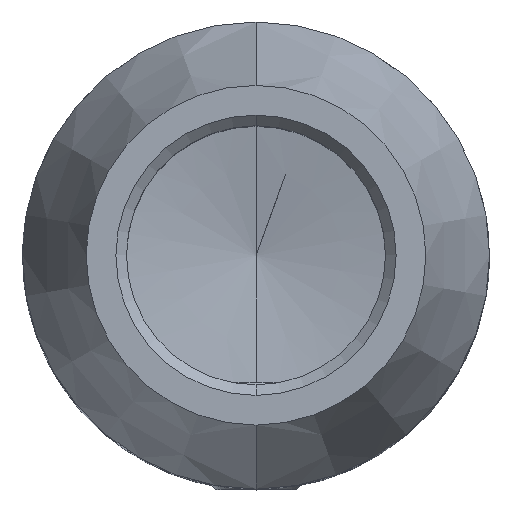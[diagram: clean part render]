
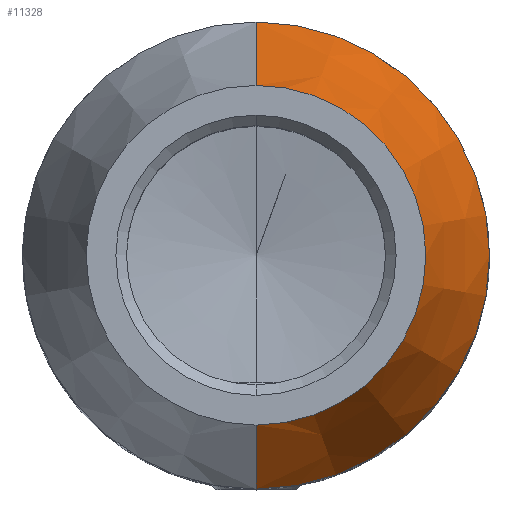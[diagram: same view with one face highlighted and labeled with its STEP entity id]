
A CAD part, top view. The second image highlights one B-rep face of the part: STEP entity #11328.
In plain terms, the highlighted conical face has half-angle 20.556 degrees and reference radius 11 mm.
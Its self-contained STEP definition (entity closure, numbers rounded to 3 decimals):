
#595 = VERTEX_POINT ( 'NONE', #18549 ) ;
#678 = LINE ( 'NONE', #14825, #10591 ) ;
#927 = VERTEX_POINT ( 'NONE', #998 ) ;
#998 = CARTESIAN_POINT ( 'NONE',  ( 0., -11., 6.25 ) ) ;
#1498 = CARTESIAN_POINT ( 'NONE',  ( 0., 0., 14.25 ) ) ;
#1600 = CARTESIAN_POINT ( 'NONE',  ( 0., 8., 14.25 ) ) ;
#1697 = VERTEX_POINT ( 'NONE', #15766 ) ;
#3054 = DIRECTION ( 'NONE',  ( 0., 1., 0. ) ) ;
#3141 = CIRCLE ( 'NONE', #15142, 8. ) ;
#3704 = EDGE_CURVE ( 'NONE', #1697, #927, #678, .T. ) ;
#4169 = EDGE_CURVE ( 'NONE', #595, #927, #5762, .T. ) ;
#5762 = CIRCLE ( 'NONE', #11913, 11. ) ;
#6891 = FACE_OUTER_BOUND ( 'NONE', #9672, .T. ) ;
#7154 = DIRECTION ( 'NONE',  ( 0., 0., -1. ) ) ;
#7640 = VERTEX_POINT ( 'NONE', #1600 ) ;
#7854 = ORIENTED_EDGE ( 'NONE', *, *, #9262, .T. ) ;
#8812 = CONICAL_SURFACE ( 'NONE', #17477, 11., 0.359 ) ;
#8820 = DIRECTION ( 'NONE',  ( 0., 1., 0. ) ) ;
#9143 = DIRECTION ( 'NONE',  ( 0., 0.351, -0.936 ) ) ;
#9262 = EDGE_CURVE ( 'NONE', #7640, #1697, #3141, .T. ) ;
#9288 = DIRECTION ( 'NONE',  ( 0., 0., -1. ) ) ;
#9672 = EDGE_LOOP ( 'NONE', ( #7854, #16334, #18850, #17959 ) ) ;
#10591 = VECTOR ( 'NONE', #19420, 1000. ) ;
#11328 = ADVANCED_FACE ( 'NONE', ( #6891 ), #8812, .T. ) ;
#11913 = AXIS2_PLACEMENT_3D ( 'NONE', #16335, #7154, #8820 ) ;
#12436 = DIRECTION ( 'NONE',  ( 0., 0., -1. ) ) ;
#13352 = VECTOR ( 'NONE', #9143, 1000. ) ;
#13607 = LINE ( 'NONE', #19664, #13352 ) ;
#14825 = CARTESIAN_POINT ( 'NONE',  ( 0., -11., 6.25 ) ) ;
#15142 = AXIS2_PLACEMENT_3D ( 'NONE', #1498, #12436, #3054 ) ;
#15343 = CARTESIAN_POINT ( 'NONE',  ( 0., 0., 6.25 ) ) ;
#15766 = CARTESIAN_POINT ( 'NONE',  ( 0., -8., 14.25 ) ) ;
#16334 = ORIENTED_EDGE ( 'NONE', *, *, #3704, .T. ) ;
#16335 = CARTESIAN_POINT ( 'NONE',  ( 0., 0., 6.25 ) ) ;
#17477 = AXIS2_PLACEMENT_3D ( 'NONE', #15343, #9288, #18387 ) ;
#17959 = ORIENTED_EDGE ( 'NONE', *, *, #18942, .F. ) ;
#18387 = DIRECTION ( 'NONE',  ( 0., 1., 0. ) ) ;
#18549 = CARTESIAN_POINT ( 'NONE',  ( 0., 11., 6.25 ) ) ;
#18850 = ORIENTED_EDGE ( 'NONE', *, *, #4169, .F. ) ;
#18942 = EDGE_CURVE ( 'NONE', #7640, #595, #13607, .T. ) ;
#19420 = DIRECTION ( 'NONE',  ( 0., -0.351, -0.936 ) ) ;
#19664 = CARTESIAN_POINT ( 'NONE',  ( 0., 11., 6.25 ) ) ;
